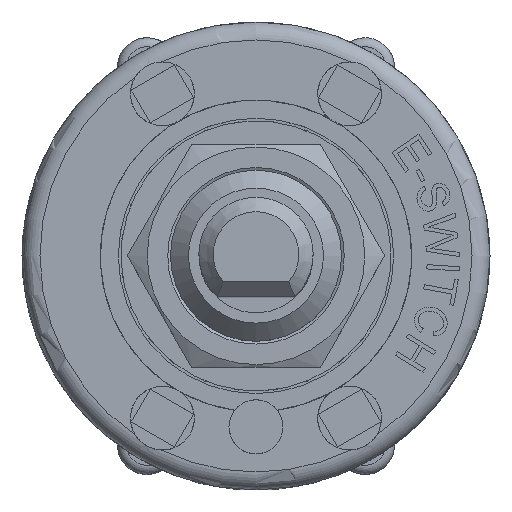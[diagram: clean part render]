
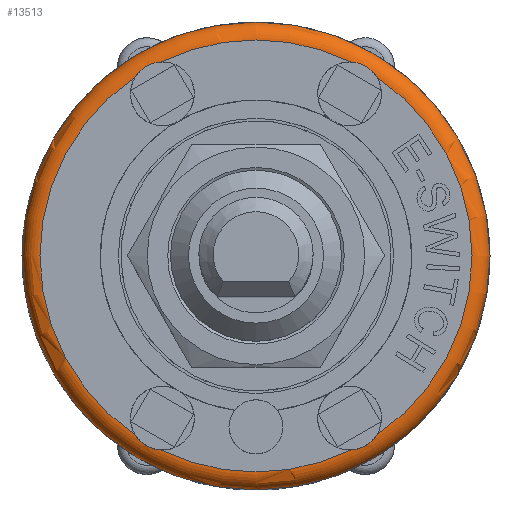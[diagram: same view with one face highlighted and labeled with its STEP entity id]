
A CAD part, top view. The second image highlights one B-rep face of the part: STEP entity #13513.
In plain terms, the highlighted toroidal (fillet/blend) face has major radius 12 mm and minor radius 1 mm.
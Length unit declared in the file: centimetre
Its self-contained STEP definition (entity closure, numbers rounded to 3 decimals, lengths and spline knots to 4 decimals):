
#26=TOROIDAL_SURFACE('',#14203,1.2,0.1);
#1150=B_SPLINE_CURVE_WITH_KNOTS('',3,(#23302,#23303,#23304,#23305,#23306,
#23307,#23308,#23309,#23310,#23311,#23312,#23313),.UNSPECIFIED.,.F.,.F.,
(4,2,2,2,2,4),(-0.2692,-0.2446,-0.216,
-0.1921,-0.1645,-0.1357),.UNSPECIFIED.);
#1151=B_SPLINE_CURVE_WITH_KNOTS('',3,(#23325,#23326,#23327,#23328,#23329,
#23330,#23331,#23332,#23333,#23334,#23335,#23336),.UNSPECIFIED.,.F.,.F.,
(4,2,2,2,2,4),(-0.2692,-0.2446,-0.216,
-0.1921,-0.1645,-0.1357),.UNSPECIFIED.);
#1152=B_SPLINE_CURVE_WITH_KNOTS('',3,(#23353,#23354,#23355,#23356,#23357,
#23358,#23359,#23360,#23361,#23362,#23363,#23364),.UNSPECIFIED.,.F.,.F.,
(4,2,2,2,2,4),(-0.2692,-0.2446,-0.216,
-0.1921,-0.1645,-0.1357),.UNSPECIFIED.);
#1153=B_SPLINE_CURVE_WITH_KNOTS('',3,(#23386,#23387,#23388,#23389,#23390,
#23391,#23392,#23393,#23394,#23395,#23396,#23397),.UNSPECIFIED.,.F.,.F.,
(4,2,2,2,2,4),(-0.2692,-0.2446,-0.216,
-0.1921,-0.1645,-0.1357),.UNSPECIFIED.);
#1839=FACE_OUTER_BOUND('',#2642,.T.);
#2642=EDGE_LOOP('',(#12464,#12465,#12466,#12467,#12468,#12469,#12470,#12471,
#12472,#12473,#12474,#12475));
#5648=CIRCLE('',#14156,1.3);
#5675=CIRCLE('',#14204,0.1);
#5676=CIRCLE('',#14205,1.2);
#5677=CIRCLE('',#14206,1.2);
#5678=CIRCLE('',#14207,1.2);
#5679=CIRCLE('',#14208,1.2);
#5680=CIRCLE('',#14209,1.2);
#6915=VERTEX_POINT('',#23264);
#6923=VERTEX_POINT('',#23300);
#6924=VERTEX_POINT('',#23301);
#6927=VERTEX_POINT('',#23323);
#6928=VERTEX_POINT('',#23324);
#6933=VERTEX_POINT('',#23351);
#6934=VERTEX_POINT('',#23352);
#6941=VERTEX_POINT('',#23384);
#6942=VERTEX_POINT('',#23385);
#6945=VERTEX_POINT('',#23407);
#8800=EDGE_CURVE('',#6915,#6915,#5648,.T.);
#8818=EDGE_CURVE('',#6923,#6924,#1150,.T.);
#8824=EDGE_CURVE('',#6927,#6928,#1151,.T.);
#8832=EDGE_CURVE('',#6933,#6934,#1152,.T.);
#8842=EDGE_CURVE('',#6941,#6942,#1153,.T.);
#8848=EDGE_CURVE('',#6915,#6945,#5675,.T.);
#8849=EDGE_CURVE('',#6945,#6933,#5676,.T.);
#8850=EDGE_CURVE('',#6934,#6927,#5677,.T.);
#8851=EDGE_CURVE('',#6928,#6923,#5678,.T.);
#8852=EDGE_CURVE('',#6924,#6941,#5679,.T.);
#8853=EDGE_CURVE('',#6942,#6945,#5680,.T.);
#12464=ORIENTED_EDGE('',*,*,#8800,.T.);
#12465=ORIENTED_EDGE('',*,*,#8848,.T.);
#12466=ORIENTED_EDGE('',*,*,#8849,.T.);
#12467=ORIENTED_EDGE('',*,*,#8832,.T.);
#12468=ORIENTED_EDGE('',*,*,#8850,.T.);
#12469=ORIENTED_EDGE('',*,*,#8824,.T.);
#12470=ORIENTED_EDGE('',*,*,#8851,.T.);
#12471=ORIENTED_EDGE('',*,*,#8818,.T.);
#12472=ORIENTED_EDGE('',*,*,#8852,.T.);
#12473=ORIENTED_EDGE('',*,*,#8842,.T.);
#12474=ORIENTED_EDGE('',*,*,#8853,.T.);
#12475=ORIENTED_EDGE('',*,*,#8848,.F.);
#13513=ADVANCED_FACE('',(#1839),#26,.T.);
#14156=AXIS2_PLACEMENT_3D('',#23265,#16826,#16827);
#14203=AXIS2_PLACEMENT_3D('',#23406,#16937,#16938);
#14204=AXIS2_PLACEMENT_3D('',#23408,#16939,#16940);
#14205=AXIS2_PLACEMENT_3D('',#23409,#16941,#16942);
#14206=AXIS2_PLACEMENT_3D('',#23410,#16943,#16944);
#14207=AXIS2_PLACEMENT_3D('',#23411,#16945,#16946);
#14208=AXIS2_PLACEMENT_3D('',#23412,#16947,#16948);
#14209=AXIS2_PLACEMENT_3D('',#23413,#16949,#16950);
#16826=DIRECTION('center_axis',(0.,0.,1.));
#16827=DIRECTION('ref_axis',(-1.,0.,0.));
#16937=DIRECTION('center_axis',(0.,0.,-1.));
#16938=DIRECTION('ref_axis',(-1.,0.,0.));
#16939=DIRECTION('center_axis',(0.,-1.,0.));
#16940=DIRECTION('ref_axis',(1.,0.,0.));
#16941=DIRECTION('center_axis',(0.,0.,-1.));
#16942=DIRECTION('ref_axis',(-1.,0.,0.));
#16943=DIRECTION('center_axis',(0.,0.,-1.));
#16944=DIRECTION('ref_axis',(-1.,0.,0.));
#16945=DIRECTION('center_axis',(0.,0.,-1.));
#16946=DIRECTION('ref_axis',(-1.,0.,0.));
#16947=DIRECTION('center_axis',(0.,0.,-1.));
#16948=DIRECTION('ref_axis',(-1.,0.,0.));
#16949=DIRECTION('center_axis',(0.,0.,-1.));
#16950=DIRECTION('ref_axis',(-1.,0.,0.));
#23264=CARTESIAN_POINT('',(1.3,0.,0.95));
#23265=CARTESIAN_POINT('Origin',(0.,0.,0.95));
#23300=CARTESIAN_POINT('',(-0.67,0.9955,1.05));
#23301=CARTESIAN_POINT('',(-0.5271,1.078,1.05));
#23302=CARTESIAN_POINT('Ctrl Pts',(-0.67,0.9955,
1.05));
#23303=CARTESIAN_POINT('Ctrl Pts',(-0.6646,1.0041,
1.05));
#23304=CARTESIAN_POINT('Ctrl Pts',(-0.6583,1.0124,
1.0498));
#23305=CARTESIAN_POINT('Ctrl Pts',(-0.6428,1.0294,
1.0491));
#23306=CARTESIAN_POINT('Ctrl Pts',(-0.6335,1.0377,
1.0488));
#23307=CARTESIAN_POINT('Ctrl Pts',(-0.615,1.051,1.0484));
#23308=CARTESIAN_POINT('Ctrl Pts',(-0.6061,1.0563,
1.0484));
#23309=CARTESIAN_POINT('Ctrl Pts',(-0.5859,1.0659,1.0487));
#23310=CARTESIAN_POINT('Ctrl Pts',(-0.5747,1.07,1.049));
#23311=CARTESIAN_POINT('Ctrl Pts',(-0.551,1.0759,1.0497));
#23312=CARTESIAN_POINT('Ctrl Pts',(-0.539,1.0775,
1.05));
#23313=CARTESIAN_POINT('Ctrl Pts',(-0.5271,1.078,
1.05));
#23323=CARTESIAN_POINT('',(-0.5271,-1.078,1.05));
#23324=CARTESIAN_POINT('',(-0.67,-0.9955,1.05));
#23325=CARTESIAN_POINT('Ctrl Pts',(-0.5271,-1.078,
1.05));
#23326=CARTESIAN_POINT('Ctrl Pts',(-0.5373,-1.0776,
1.05));
#23327=CARTESIAN_POINT('Ctrl Pts',(-0.5476,-1.0763,
1.0498));
#23328=CARTESIAN_POINT('Ctrl Pts',(-0.5701,-1.0714,1.0491));
#23329=CARTESIAN_POINT('Ctrl Pts',(-0.5819,-1.0675,
1.0488));
#23330=CARTESIAN_POINT('Ctrl Pts',(-0.6027,-1.0581,
1.0484));
#23331=CARTESIAN_POINT('Ctrl Pts',(-0.6117,-1.053,
1.0484));
#23332=CARTESIAN_POINT('Ctrl Pts',(-0.6301,-1.0404,
1.0487));
#23333=CARTESIAN_POINT('Ctrl Pts',(-0.6393,-1.0327,
1.049));
#23334=CARTESIAN_POINT('Ctrl Pts',(-0.6562,-1.0151,
1.0497));
#23335=CARTESIAN_POINT('Ctrl Pts',(-0.6637,-1.0055,
1.05));
#23336=CARTESIAN_POINT('Ctrl Pts',(-0.67,-0.9955,
1.05));
#23351=CARTESIAN_POINT('',(0.67,-0.9955,1.05));
#23352=CARTESIAN_POINT('',(0.5271,-1.078,1.05));
#23353=CARTESIAN_POINT('Ctrl Pts',(0.67,-0.9955,
1.05));
#23354=CARTESIAN_POINT('Ctrl Pts',(0.6646,-1.0041,
1.05));
#23355=CARTESIAN_POINT('Ctrl Pts',(0.6583,-1.0124,
1.0498));
#23356=CARTESIAN_POINT('Ctrl Pts',(0.6428,-1.0294,
1.0491));
#23357=CARTESIAN_POINT('Ctrl Pts',(0.6335,-1.0377,
1.0488));
#23358=CARTESIAN_POINT('Ctrl Pts',(0.615,-1.051,
1.0484));
#23359=CARTESIAN_POINT('Ctrl Pts',(0.6061,-1.0563,
1.0484));
#23360=CARTESIAN_POINT('Ctrl Pts',(0.5859,-1.0659,1.0487));
#23361=CARTESIAN_POINT('Ctrl Pts',(0.5747,-1.07,1.049));
#23362=CARTESIAN_POINT('Ctrl Pts',(0.551,-1.0759,
1.0497));
#23363=CARTESIAN_POINT('Ctrl Pts',(0.539,-1.0775,
1.05));
#23364=CARTESIAN_POINT('Ctrl Pts',(0.5271,-1.078,
1.05));
#23384=CARTESIAN_POINT('',(0.5271,1.078,1.05));
#23385=CARTESIAN_POINT('',(0.67,0.9955,1.05));
#23386=CARTESIAN_POINT('Ctrl Pts',(0.5271,1.078,1.05));
#23387=CARTESIAN_POINT('Ctrl Pts',(0.5373,1.0776,1.05));
#23388=CARTESIAN_POINT('Ctrl Pts',(0.5476,1.0763,1.0498));
#23389=CARTESIAN_POINT('Ctrl Pts',(0.5701,1.0714,1.0491));
#23390=CARTESIAN_POINT('Ctrl Pts',(0.5819,1.0675,1.0488));
#23391=CARTESIAN_POINT('Ctrl Pts',(0.6027,1.0581,1.0484));
#23392=CARTESIAN_POINT('Ctrl Pts',(0.6117,1.053,1.0484));
#23393=CARTESIAN_POINT('Ctrl Pts',(0.6301,1.0404,1.0487));
#23394=CARTESIAN_POINT('Ctrl Pts',(0.6393,1.0327,1.049));
#23395=CARTESIAN_POINT('Ctrl Pts',(0.6562,1.0151,1.0497));
#23396=CARTESIAN_POINT('Ctrl Pts',(0.6637,1.0055,1.05));
#23397=CARTESIAN_POINT('Ctrl Pts',(0.67,0.9955,
1.05));
#23406=CARTESIAN_POINT('Origin',(0.,0.,0.95));
#23407=CARTESIAN_POINT('',(1.2,0.,1.05));
#23408=CARTESIAN_POINT('Origin',(1.2,0.,0.95));
#23409=CARTESIAN_POINT('Origin',(0.,0.,1.05));
#23410=CARTESIAN_POINT('Origin',(0.,0.,1.05));
#23411=CARTESIAN_POINT('Origin',(0.,0.,1.05));
#23412=CARTESIAN_POINT('Origin',(0.,0.,1.05));
#23413=CARTESIAN_POINT('Origin',(0.,0.,1.05));
